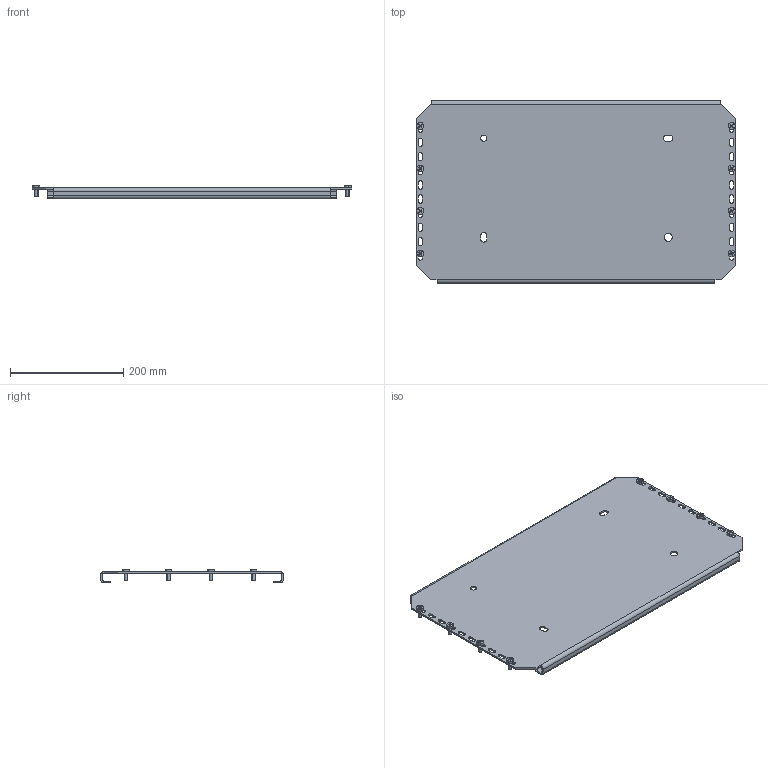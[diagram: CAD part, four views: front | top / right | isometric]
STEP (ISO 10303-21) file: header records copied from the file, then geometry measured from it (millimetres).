
FILE_DESCRIPTION (( 'STEP AP214' ), '1' );
FILE_NAME ('MPFU4501 Ïëàòà ìîíòàæíàÿ äëÿ óñòàíîâêè ÂÀ-45_3200âûê.step', '2020-11-05T18:37:32', ( '' ), ( '' ), 'SwSTEP 2.0', 'SolidWorks 2019', '' );
FILE_SCHEMA (( 'AUTOMOTIVE_DESIGN' ));
Length unit declared in the file: millimetre
Products named in the file (12): Âèíò ñàìîíàðåçàþùèé Ì6 DIN 7516À; AVT001.10.45.01 Ïëàòà ìîíòàæíàÿ ÂÀ45_3200âûê; MPFU4501 Ïëàòà ìîíòàæíàÿ äëÿ óñòàíîâêè ÂÀ-45_3200âûê; AVT001.10.45.01 Ïëàòà ìîíòàæíàÿ ÂÀ45_3200âûê_00; Âèíò ñàìîíàðåçàþùèé Ì6 DIN 7516À_6å16
Assembly tree (9 placements, depth 2):
  Âèíò ñàìîíàðåçàþùèé Ì6 DIN 7516À
  AVT001.10.45.01 Ïëàòà ìîíòàæíàÿ ÂÀ45_3200âûê
  Âèíò ñàìîíàðåçàþùèé Ì6 DIN 7516À
  Âèíò ñàìîíàðåçàþùèé Ì6 DIN 7516À
  Âèíò ñàìîíàðåçàþùèé Ì6 DIN 7516À
Bounding box: 564 x 322 x 24.59 mm (x, y, z)
Volume: 622994.4 mm3; surface area: 424918.3 mm2
Topology: 9 solids, 9 shells, 307 faces, 811 edges, 530 vertices
Faces by surface type: plane 202, cylinder 89, sphere 16
Entity records: 5386 total; most frequent: DIRECTION 919, CARTESIAN_POINT 884, ORIENTED_EDGE 866, EDGE_CURVE 433, AXIS2_PLACEMENT_3D 313, VECTOR 293, LINE 293, VERTEX_POINT 278
